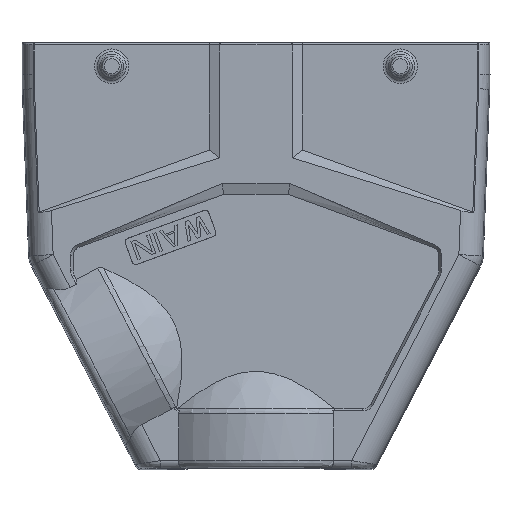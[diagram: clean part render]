
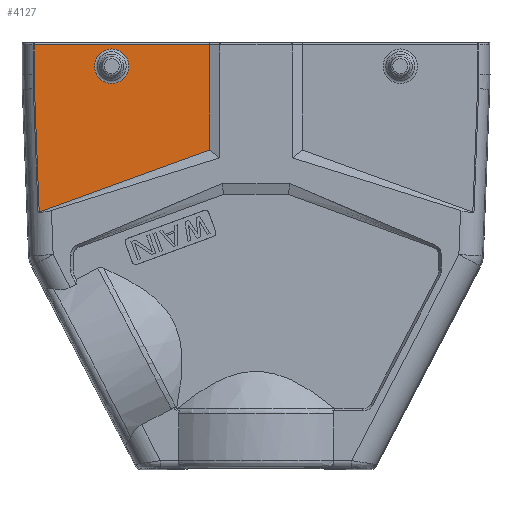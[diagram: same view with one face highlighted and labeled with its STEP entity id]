
A CAD part, top view. The second image highlights one B-rep face of the part: STEP entity #4127.
In plain terms, the highlighted planar face has unit normal (0, 0, 1).
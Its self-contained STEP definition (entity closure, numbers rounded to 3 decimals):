
#3421=FACE_BOUND('',#5229,.T.);
#3422=FACE_BOUND('',#5230,.T.);
#3641=CIRCLE('',#10952,4.414);
#3804=B_SPLINE_CURVE_WITH_KNOTS('',3,(#14943,#14944,#14945,#14946,#14947,
#14948,#14949),.UNSPECIFIED.,.F.,.F.,(4,3,4),(0.,0.5,1.),
 .UNSPECIFIED.);
#4127=ADVANCED_FACE('',(#3421,#3422),#4516,.T.);
#4516=PLANE('',#10959);
#5229=EDGE_LOOP('',(#6021));
#5230=EDGE_LOOP('',(#6022,#6023,#6024,#6025,#6026,#6027));
#6021=ORIENTED_EDGE('',*,*,#8710,.T.);
#6022=ORIENTED_EDGE('',*,*,#8713,.T.);
#6023=ORIENTED_EDGE('',*,*,#8721,.T.);
#6024=ORIENTED_EDGE('',*,*,#8722,.T.);
#6025=ORIENTED_EDGE('',*,*,#8723,.F.);
#6026=ORIENTED_EDGE('',*,*,#8715,.F.);
#6027=ORIENTED_EDGE('',*,*,#8719,.T.);
#7961=VERTEX_POINT('',#14920);
#7964=VERTEX_POINT('',#14929);
#7965=VERTEX_POINT('',#14931);
#7966=VERTEX_POINT('',#14935);
#7967=VERTEX_POINT('',#14936);
#7970=VERTEX_POINT('',#14970);
#7971=VERTEX_POINT('',#14972);
#8710=EDGE_CURVE('',#7961,#7961,#3641,.T.);
#8713=EDGE_CURVE('',#7965,#7964,#9649,.T.);
#8715=EDGE_CURVE('',#7966,#7967,#9650,.T.);
#8719=EDGE_CURVE('',#7966,#7965,#3804,.T.);
#8721=EDGE_CURVE('',#7964,#7970,#9652,.T.);
#8722=EDGE_CURVE('',#7970,#7971,#9653,.T.);
#8723=EDGE_CURVE('',#7967,#7971,#9654,.T.);
#9649=LINE('',#14930,#10276);
#9650=LINE('',#14934,#10277);
#9652=LINE('',#14969,#10279);
#9653=LINE('',#14971,#10280);
#9654=LINE('',#14973,#10281);
#10276=VECTOR('',#11929,1.);
#10277=VECTOR('',#11934,1.);
#10279=VECTOR('',#11942,1.);
#10280=VECTOR('',#11943,1.);
#10281=VECTOR('',#11944,1.);
#10952=AXIS2_PLACEMENT_3D('',#14919,#11924,#11925);
#10959=AXIS2_PLACEMENT_3D('',#14974,#11945,#11946);
#11924=DIRECTION('',(0.,0.,-1.));
#11925=DIRECTION('',(1.,0.,0.));
#11929=DIRECTION('',(0.038,-0.999,0.));
#11934=DIRECTION('',(0.,1.,0.));
#11942=DIRECTION('',(0.94,0.342,0.));
#11943=DIRECTION('',(0.,1.,0.));
#11944=DIRECTION('',(1.,0.,0.));
#11945=DIRECTION('',(0.,0.,1.));
#11946=DIRECTION('',(1.,0.,0.));
#14919=CARTESIAN_POINT('',(-147.,48.,21.5));
#14920=CARTESIAN_POINT('',(-142.586,48.,21.5));
#14929=CARTESIAN_POINT('',(-165.602,10.63,21.5));
#14930=CARTESIAN_POINT('',(-166.813,42.486,21.5));
#14931=CARTESIAN_POINT('',(-166.803,42.214,21.5));
#14934=CARTESIAN_POINT('',(-166.873,-41.877,21.5));
#14935=CARTESIAN_POINT('',(-166.873,45.907,21.5));
#14936=CARTESIAN_POINT('',(-166.873,53.453,21.5));
#14943=CARTESIAN_POINT('',(-166.873,45.907,21.5));
#14944=CARTESIAN_POINT('',(-166.873,45.291,21.5));
#14945=CARTESIAN_POINT('',(-166.868,44.675,21.5));
#14946=CARTESIAN_POINT('',(-166.856,44.06,21.5));
#14947=CARTESIAN_POINT('',(-166.844,43.444,21.5));
#14948=CARTESIAN_POINT('',(-166.827,42.829,21.5));
#14949=CARTESIAN_POINT('',(-166.803,42.214,21.5));
#14969=CARTESIAN_POINT('',(-165.602,10.63,21.5));
#14970=CARTESIAN_POINT('',(-122.,26.5,21.5));
#14971=CARTESIAN_POINT('',(-122.,-41.877,21.5));
#14972=CARTESIAN_POINT('',(-122.,53.453,21.5));
#14973=CARTESIAN_POINT('',(-131.549,53.453,21.5));
#14974=CARTESIAN_POINT('',(-131.549,-41.877,21.5));
